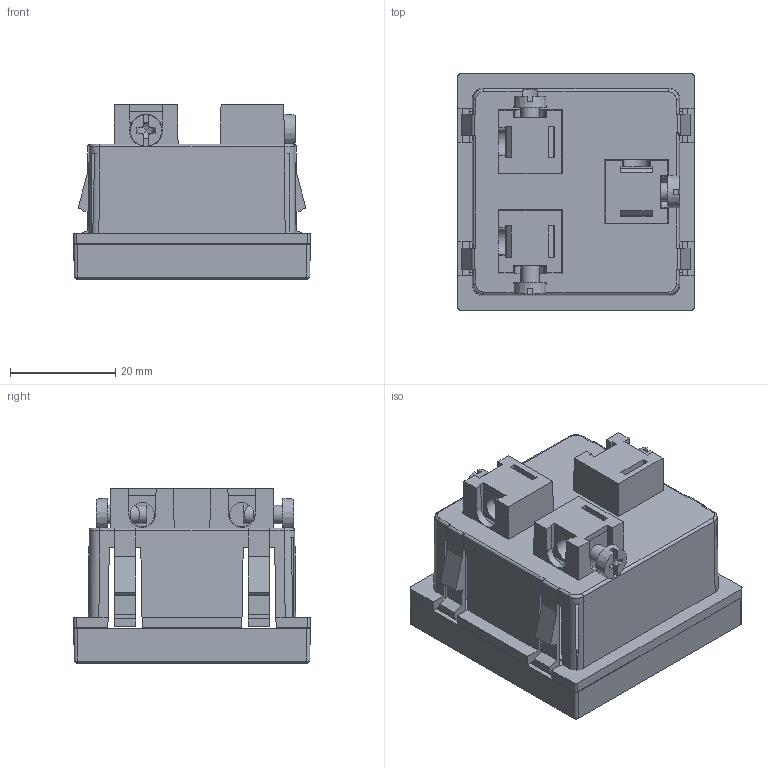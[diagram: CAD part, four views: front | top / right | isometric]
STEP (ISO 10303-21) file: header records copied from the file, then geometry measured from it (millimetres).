
FILE_DESCRIPTION (( 'STEP AP214' ), '1' );
FILE_NAME ('6120722.stp', '2022-07-07T14:01:58', ( '' ), ( '' ), 'SwSTEP 2.0', 'SolidWorks 2020', '' );
FILE_SCHEMA (( 'AUTOMOTIVE_DESIGN' ));
Length unit declared in the file: millimetre
Products named in the file (5): P_6120722_8_Standard; 6120722; P_6120722_5_Standard; P_6120722_6_Standard; P_6120722_4_Standard
Assembly tree (8 placements, depth 2):
  6120722
    P_6120722_4_Standard
    P_6120722_5_Standard
    P_6120722_6_Standard  x3
    P_6120722_8_Standard  x3
Bounding box: 45 x 45 x 33.2 mm (x, y, z)
Volume: 11655.6 mm3; surface area: 20698.3 mm2
Topology: 5 solids, 11 shells, 431 faces, 1239 edges, 813 vertices
Faces by surface type: plane 333, cylinder 81, cone 9, bspline 8
Full cylindrical faces by diameter (mm): 2 x3, 3 x6, 3.5 x6, 4.6 x3
Entity records: 12507 total; most frequent: CARTESIAN_POINT 3407, ORIENTED_EDGE 2011, DIRECTION 1583, EDGE_CURVE 1007, LINE 823, VECTOR 823, VERTEX_POINT 662, AXIS2_PLACEMENT_3D 380
